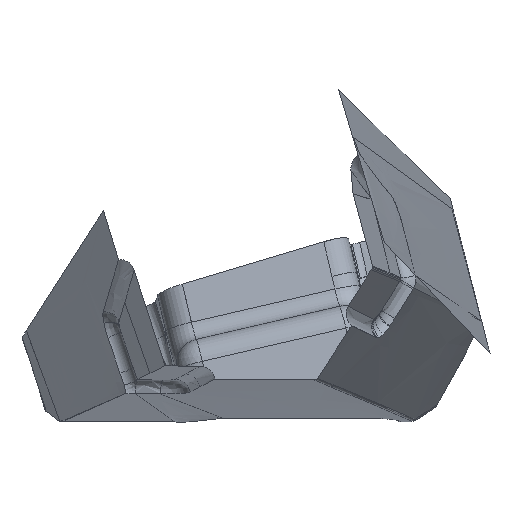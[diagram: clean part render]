
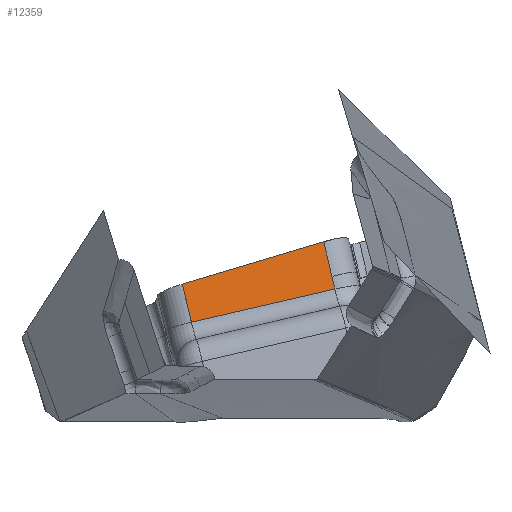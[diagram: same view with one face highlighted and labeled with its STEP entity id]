
A CAD part, top view. The second image highlights one B-rep face of the part: STEP entity #12359.
In plain terms, the highlighted planar face has unit normal (0.015, 0.123, 0.992).
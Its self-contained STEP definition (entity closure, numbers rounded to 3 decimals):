
#193=PLANE('',#13342);
#2090=FACE_OUTER_BOUND('',#2962,.T.);
#2962=EDGE_LOOP('',(#8267,#8268,#8269,#8270,#8271,#8272));
#4089=LINE('',#27231,#4437);
#4090=LINE('',#27233,#4438);
#4099=LINE('',#36304,#4447);
#4100=LINE('',#36306,#4448);
#4101=LINE('',#36307,#4449);
#4102=LINE('',#36308,#4450);
#4437=VECTOR('',#13997,1000.);
#4438=VECTOR('',#13998,1000.);
#4447=VECTOR('',#14061,10.);
#4448=VECTOR('',#14062,1000.);
#4449=VECTOR('',#14063,1000.);
#4450=VECTOR('',#14064,1000.);
#4945=VERTEX_POINT('',#27228);
#4946=VERTEX_POINT('',#27230);
#4947=VERTEX_POINT('',#27232);
#4976=VERTEX_POINT('',#36252);
#4984=VERTEX_POINT('',#36303);
#4985=VERTEX_POINT('',#36305);
#6256=EDGE_CURVE('',#4945,#4946,#4089,.T.);
#6257=EDGE_CURVE('',#4946,#4947,#4090,.T.);
#6312=EDGE_CURVE('',#4945,#4984,#4099,.T.);
#6313=EDGE_CURVE('',#4985,#4984,#4100,.F.);
#6314=EDGE_CURVE('',#4976,#4985,#4101,.F.);
#6315=EDGE_CURVE('',#4947,#4976,#4102,.F.);
#8267=ORIENTED_EDGE('',*,*,#6312,.T.);
#8268=ORIENTED_EDGE('',*,*,#6313,.F.);
#8269=ORIENTED_EDGE('',*,*,#6314,.F.);
#8270=ORIENTED_EDGE('',*,*,#6315,.F.);
#8271=ORIENTED_EDGE('',*,*,#6257,.F.);
#8272=ORIENTED_EDGE('',*,*,#6256,.F.);
#12359=ADVANCED_FACE('',(#2090),#193,.F.);
#13342=AXIS2_PLACEMENT_3D('',#36302,#14059,#14060);
#13997=DIRECTION('',(0.228,-0.967,0.116));
#13998=DIRECTION('',(0.228,-0.967,0.116));
#14059=DIRECTION('center_axis',(-0.015,-0.123,-0.992));
#14060=DIRECTION('ref_axis',(0.,0.992,-0.123));
#14061=DIRECTION('',(-0.957,-0.286,0.05));
#14062=DIRECTION('',(0.228,-0.967,0.116));
#14063=DIRECTION('',(0.228,-0.967,0.116));
#14064=DIRECTION('',(0.973,0.225,-0.042));
#27228=CARTESIAN_POINT('',(1632.435,399.114,1512.936));
#27230=CARTESIAN_POINT('',(1636.874,380.317,1515.193));
#27231=CARTESIAN_POINT('',(1605.764,512.062,1499.375));
#27232=CARTESIAN_POINT('',(1638.496,373.447,1516.017));
#27233=CARTESIAN_POINT('',(1605.764,512.062,1499.375));
#36252=CARTESIAN_POINT('',(1560.617,355.464,1519.41));
#36302=CARTESIAN_POINT('Origin',(1518.15,491.831,1503.191));
#36303=CARTESIAN_POINT('',(1555.723,376.191,1516.921));
#36304=CARTESIAN_POINT('',(826.946,158.42,1554.782));
#36305=CARTESIAN_POINT('',(1560.148,357.453,1519.171));
#36306=CARTESIAN_POINT('',(1527.885,494.079,1502.767));
#36307=CARTESIAN_POINT('',(1527.885,494.079,1502.767));
#36308=CARTESIAN_POINT('',(1550.882,353.217,1519.834));
